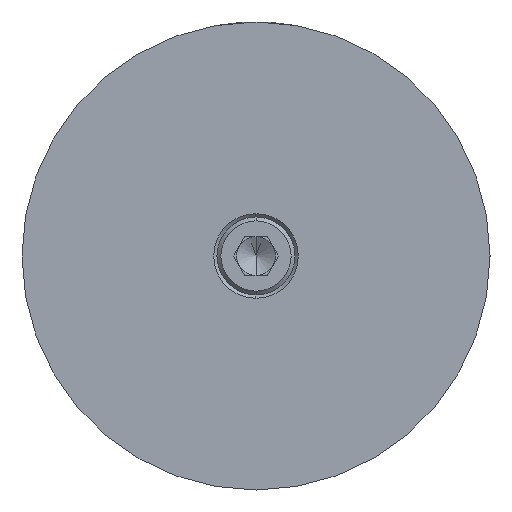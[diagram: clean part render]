
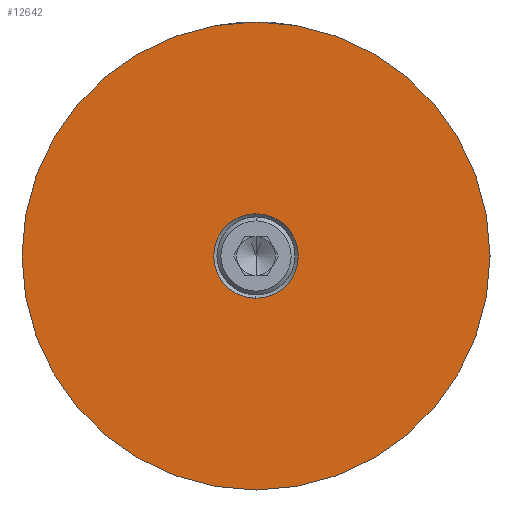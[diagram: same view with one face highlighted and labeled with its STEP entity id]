
A CAD part, front view. The second image highlights one B-rep face of the part: STEP entity #12642.
In plain terms, the highlighted planar face has unit normal (0, -1, 0).
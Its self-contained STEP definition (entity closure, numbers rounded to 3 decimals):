
#374 = CIRCLE ( 'NONE', #11835, 6.5 ) ;
#385 = EDGE_LOOP ( 'NONE', ( #1309, #14317 ) ) ;
#524 = CARTESIAN_POINT ( 'NONE',  ( 0., 0., 0. ) ) ;
#778 = CARTESIAN_POINT ( 'NONE',  ( 0., 0., -36. ) ) ;
#1013 = VERTEX_POINT ( 'NONE', #9711 ) ;
#1309 = ORIENTED_EDGE ( 'NONE', *, *, #15318, .T. ) ;
#1965 = EDGE_CURVE ( 'NONE', #13463, #12195, #374, .T. ) ;
#2375 = CARTESIAN_POINT ( 'NONE',  ( 0., 0., 0. ) ) ;
#3276 = CARTESIAN_POINT ( 'NONE',  ( 36., 0., 0. ) ) ;
#3603 = EDGE_LOOP ( 'NONE', ( #10807, #11133 ) ) ;
#4204 = FACE_OUTER_BOUND ( 'NONE', #3603, .T. ) ;
#4537 = DIRECTION ( 'NONE',  ( 0., -1., 0. ) ) ;
#4927 = DIRECTION ( 'NONE',  ( 0., 1., 0. ) ) ;
#5897 = DIRECTION ( 'NONE',  ( 0., 0., -1. ) ) ;
#5932 = DIRECTION ( 'NONE',  ( 0., 0., -1. ) ) ;
#6301 = VERTEX_POINT ( 'NONE', #778 ) ;
#7023 = CARTESIAN_POINT ( 'NONE',  ( 0., 0., 6.5 ) ) ;
#7160 = CARTESIAN_POINT ( 'NONE',  ( 0., 0., -6.5 ) ) ;
#7507 = AXIS2_PLACEMENT_3D ( 'NONE', #3276, #4537, #11641 ) ;
#7717 = CIRCLE ( 'NONE', #14834, 6.5 ) ;
#8015 = AXIS2_PLACEMENT_3D ( 'NONE', #524, #11442, #14931 ) ;
#8224 = DIRECTION ( 'NONE',  ( 0., 1., 0. ) ) ;
#8335 = CARTESIAN_POINT ( 'NONE',  ( 0., 0., 0. ) ) ;
#9579 = EDGE_CURVE ( 'NONE', #6301, #1013, #13024, .T. ) ;
#9711 = CARTESIAN_POINT ( 'NONE',  ( 0., 0., 36. ) ) ;
#10498 = PLANE ( 'NONE',  #7507 ) ;
#10734 = CIRCLE ( 'NONE', #8015, 36. ) ;
#10807 = ORIENTED_EDGE ( 'NONE', *, *, #9579, .T. ) ;
#11133 = ORIENTED_EDGE ( 'NONE', *, *, #13723, .T. ) ;
#11442 = DIRECTION ( 'NONE',  ( 0., -1., 0. ) ) ;
#11641 = DIRECTION ( 'NONE',  ( 0., 0., -1. ) ) ;
#11835 = AXIS2_PLACEMENT_3D ( 'NONE', #8335, #4927, #5932 ) ;
#12195 = VERTEX_POINT ( 'NONE', #7160 ) ;
#12257 = FACE_BOUND ( 'NONE', #385, .T. ) ;
#12642 = ADVANCED_FACE ( 'NONE', ( #12257, #4204 ), #10498, .T. ) ;
#13024 = CIRCLE ( 'NONE', #14579, 36. ) ;
#13229 = CARTESIAN_POINT ( 'NONE',  ( 0., 0., 0. ) ) ;
#13463 = VERTEX_POINT ( 'NONE', #7023 ) ;
#13723 = EDGE_CURVE ( 'NONE', #1013, #6301, #10734, .T. ) ;
#14229 = DIRECTION ( 'NONE',  ( 0., -1., 0. ) ) ;
#14317 = ORIENTED_EDGE ( 'NONE', *, *, #1965, .T. ) ;
#14579 = AXIS2_PLACEMENT_3D ( 'NONE', #2375, #14229, #5897 ) ;
#14834 = AXIS2_PLACEMENT_3D ( 'NONE', #13229, #8224, #15563 ) ;
#14931 = DIRECTION ( 'NONE',  ( 0., 0., -1. ) ) ;
#15318 = EDGE_CURVE ( 'NONE', #12195, #13463, #7717, .T. ) ;
#15563 = DIRECTION ( 'NONE',  ( 0., 0., -1. ) ) ;
